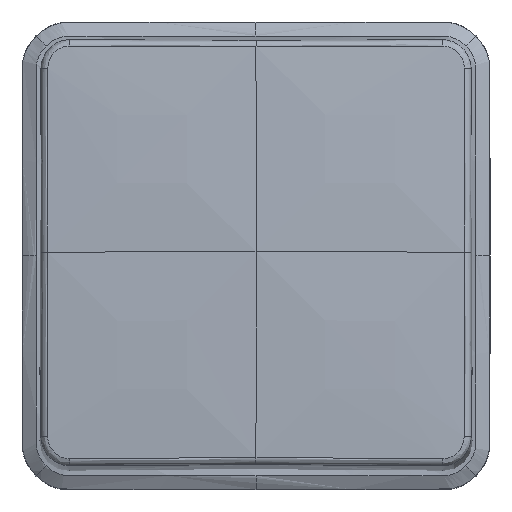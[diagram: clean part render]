
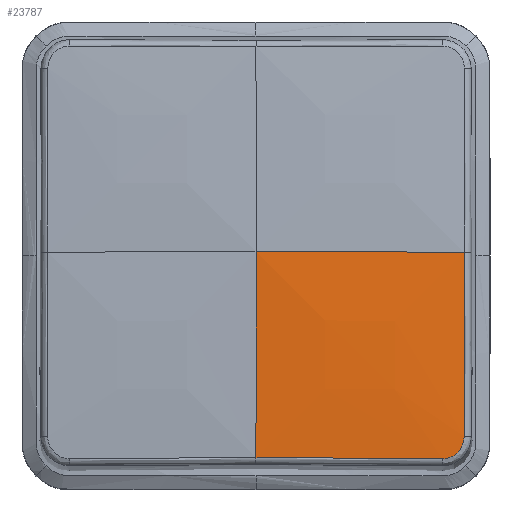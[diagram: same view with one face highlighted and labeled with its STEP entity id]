
A CAD part, top view. The second image highlights one B-rep face of the part: STEP entity #23787.
In plain terms, the highlighted free-form (B-spline) face has degree [3, 3] with [4, 4] control points.
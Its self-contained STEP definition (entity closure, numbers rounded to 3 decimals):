
#23698=CARTESIAN_POINT('Vertex',(28.449,0.512,54.863)) ;
#23720=CARTESIAN_POINT('Control Point',(29.26,0.508,54.809)) ;
#23721=CARTESIAN_POINT('Control Point',(19.507,0.549,55.474)) ;
#23722=CARTESIAN_POINT('Control Point',(9.753,0.569,55.807)) ;
#23723=CARTESIAN_POINT('Control Point',(0.,0.569,55.807)) ;
#23724=CARTESIAN_POINT('Control Point',(29.26,-9.243,55.405)) ;
#23725=CARTESIAN_POINT('Control Point',(19.507,-9.197,56.07)) ;
#23726=CARTESIAN_POINT('Control Point',(9.754,-9.169,56.402)) ;
#23727=CARTESIAN_POINT('Control Point',(0.,-9.166,56.402)) ;
#23728=CARTESIAN_POINT('Control Point',(29.26,-19.01,55.739)) ;
#23729=CARTESIAN_POINT('Control Point',(19.51,-18.952,56.304)) ;
#23730=CARTESIAN_POINT('Control Point',(9.756,-18.922,56.671)) ;
#23731=CARTESIAN_POINT('Control Point',(0.,-18.921,56.665)) ;
#23732=CARTESIAN_POINT('Control Point',(29.26,-28.793,55.811)) ;
#23733=CARTESIAN_POINT('Control Point',(19.51,-28.73,56.327)) ;
#23734=CARTESIAN_POINT('Control Point',(9.757,-28.698,56.59)) ;
#23735=CARTESIAN_POINT('Control Point',(0.,-28.697,56.595)) ;
#23737=CARTESIAN_POINT('Control Point',(0.,0.569,55.807)) ;
#23738=CARTESIAN_POINT('Control Point',(0.,-5.05,56.15)) ;
#23739=CARTESIAN_POINT('Control Point',(0.,-10.675,56.402)) ;
#23740=CARTESIAN_POINT('Control Point',(0.,-16.305,56.561)) ;
#23741=CARTESIAN_POINT('Control Point',(0.,-21.941,56.627)) ;
#23742=CARTESIAN_POINT('Control Point',(0.,-27.583,56.601)) ;
#23743=CARTESIAN_POINT('Vertex',(0.,-27.583,56.601)) ;
#23745=CARTESIAN_POINT('Vertex',(0.,0.569,55.807)) ;
#23749=CARTESIAN_POINT('Control Point',(28.449,0.512,54.863)) ;
#23750=CARTESIAN_POINT('Control Point',(22.76,0.535,55.241)) ;
#23751=CARTESIAN_POINT('Control Point',(17.07,0.552,55.524)) ;
#23752=CARTESIAN_POINT('Control Point',(11.38,0.563,55.712)) ;
#23753=CARTESIAN_POINT('Control Point',(5.69,0.569,55.807)) ;
#23754=CARTESIAN_POINT('Control Point',(0.,0.569,55.807)) ;
#23757=CARTESIAN_POINT('Control Point',(28.468,-24.704,55.809)) ;
#23758=CARTESIAN_POINT('Control Point',(28.453,-16.29,55.689)) ;
#23759=CARTESIAN_POINT('Control Point',(28.449,-7.883,55.377)) ;
#23760=CARTESIAN_POINT('Control Point',(28.449,0.512,54.863)) ;
#23761=CARTESIAN_POINT('Vertex',(28.468,-24.704,55.809)) ;
#23765=CARTESIAN_POINT('Control Point',(28.468,-24.704,55.809)) ;
#23766=CARTESIAN_POINT('Control Point',(28.47,-25.634,55.822)) ;
#23767=CARTESIAN_POINT('Control Point',(28.139,-26.576,55.852)) ;
#23768=CARTESIAN_POINT('Control Point',(27.405,-27.374,55.897)) ;
#23769=CARTESIAN_POINT('Control Point',(26.438,-27.745,55.947)) ;
#23770=CARTESIAN_POINT('Control Point',(25.487,-27.735,55.992)) ;
#23771=CARTESIAN_POINT('Vertex',(25.487,-27.735,55.992)) ;
#23775=CARTESIAN_POINT('Control Point',(25.487,-27.735,55.992)) ;
#23776=CARTESIAN_POINT('Control Point',(16.997,-27.638,56.389)) ;
#23777=CARTESIAN_POINT('Control Point',(8.498,-27.585,56.598)) ;
#23778=CARTESIAN_POINT('Control Point',(0.,-27.583,56.601)) ;
#23781=ORIENTED_EDGE('',*,*,#23747,.T.) ;
#23782=ORIENTED_EDGE('',*,*,#23755,.T.) ;
#23783=ORIENTED_EDGE('',*,*,#23763,.T.) ;
#23784=ORIENTED_EDGE('',*,*,#23773,.T.) ;
#23785=ORIENTED_EDGE('',*,*,#23779,.T.) ;
#23787=ADVANCED_FACE('Surface.160',(#23786),#23719,.T.) ;
#23736=B_SPLINE_CURVE_WITH_KNOTS('',5,(#23737,#23738,#23739,#23740,#23741,#23742),.UNSPECIFIED.,.F.,.U.,(6,6),(0.,28.188),.UNSPECIFIED.) ;
#23748=B_SPLINE_CURVE_WITH_KNOTS('',5,(#23749,#23750,#23751,#23752,#23753,#23754),.UNSPECIFIED.,.F.,.U.,(6,6),(0.811,29.284),.UNSPECIFIED.) ;
#23756=B_SPLINE_CURVE_WITH_KNOTS('',3,(#23757,#23758,#23759,#23760),.UNSPECIFIED.,.F.,.U.,(4,4),(13.8,49.444),.UNSPECIFIED.) ;
#23764=B_SPLINE_CURVE_WITH_KNOTS('',5,(#23765,#23766,#23767,#23768,#23769,#23770),.UNSPECIFIED.,.F.,.U.,(6,6),(12.843,19.125),.UNSPECIFIED.) ;
#23774=B_SPLINE_CURVE_WITH_KNOTS('',3,(#23775,#23776,#23777,#23778),.UNSPECIFIED.,.F.,.U.,(4,4),(13.774,49.806),.UNSPECIFIED.) ;
#23719=B_SPLINE_SURFACE_WITH_KNOTS('',3,3,((#23720,#23721,#23722,#23723),(#23724,#23725,#23726,#23727),(#23728,#23729,#23730,#23731),(#23732,#23733,#23734,#23735)),.UNSPECIFIED.,.F.,.F.,.U.,(4,4),(4,4),(0.,29.301),(0.,29.284),.UNSPECIFIED.) ;
#23747=EDGE_CURVE('',#23744,#23746,#23736,.F.) ;
#23755=EDGE_CURVE('',#23746,#23699,#23748,.F.) ;
#23763=EDGE_CURVE('',#23699,#23762,#23756,.F.) ;
#23773=EDGE_CURVE('',#23762,#23772,#23764,.T.) ;
#23779=EDGE_CURVE('',#23772,#23744,#23774,.T.) ;
#23780=EDGE_LOOP('',(#23781,#23782,#23783,#23784,#23785)) ;
#23786=FACE_OUTER_BOUND('',#23780,.T.) ;
#23699=VERTEX_POINT('',#23698) ;
#23744=VERTEX_POINT('',#23743) ;
#23746=VERTEX_POINT('',#23745) ;
#23762=VERTEX_POINT('',#23761) ;
#23772=VERTEX_POINT('',#23771) ;
